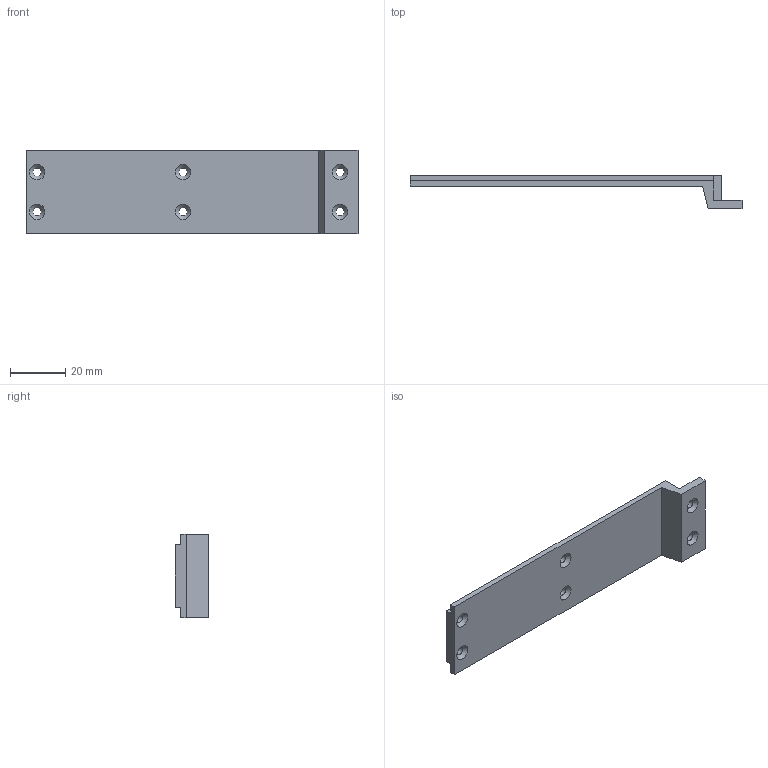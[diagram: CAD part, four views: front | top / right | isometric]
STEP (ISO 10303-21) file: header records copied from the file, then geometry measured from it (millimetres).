
FILE_DESCRIPTION(('FreeCAD Model'),'2;1');
FILE_NAME('Open CASCADE Shape Model','2021-01-03T14:42:10',('Author'),( ''),'Open CASCADE STEP processor 7.5','FreeCAD','Unknown');
FILE_SCHEMA(('AUTOMOTIVE_DESIGN { 1 0 10303 214 1 1 1 1 }'));
Length unit declared in the file: millimetre
Products named in the file (1): part4
Bounding box: 120 x 12.2 x 30 mm (x, y, z)
Volume: 13120.3 mm3; surface area: 8984.4 mm2
Topology: 1 solids, 1 shells, 31 faces, 81 edges, 52 vertices
Faces by surface type: plane 19, cone 6, cylinder 6
Full cylindrical faces by diameter (mm): 3 x6
Entity records: 2068 total; most frequent: CARTESIAN_POINT 375, DIRECTION 317, LINE 213, VECTOR 213, ORIENTED_EDGE 162, PCURVE 162, DEFINITIONAL_REPRESENTATION 162, EDGE_CURVE 81
